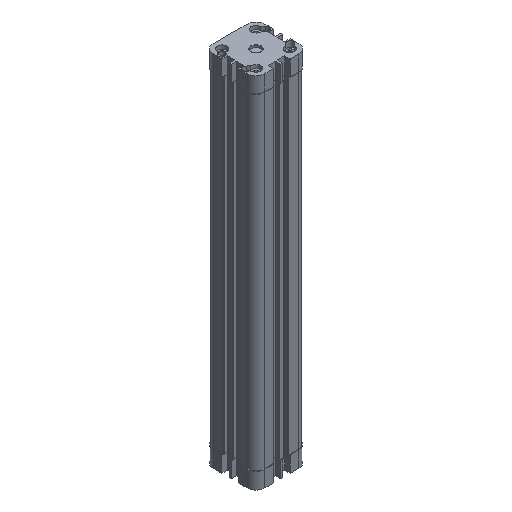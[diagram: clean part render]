
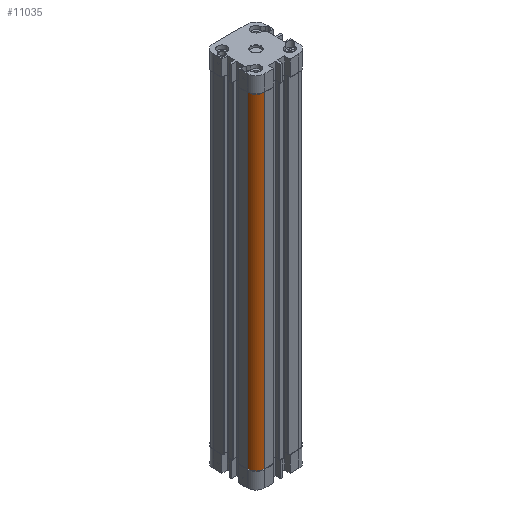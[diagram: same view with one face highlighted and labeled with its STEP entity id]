
A CAD part, isometric view. The second image highlights one B-rep face of the part: STEP entity #11035.
In plain terms, the highlighted cylindrical face has radius 8 mm (diameter 16 mm), a partial arc.
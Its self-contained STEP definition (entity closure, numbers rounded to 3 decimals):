
#511=LINE('',#17742,#1313);
#512=LINE('',#17744,#1314);
#1313=VECTOR('',#14219,313.);
#1314=VECTOR('',#14222,313.);
#2471=CIRCLE('',#11675,8.);
#2586=CIRCLE('',#11792,8.);
#3285=FACE_OUTER_BOUND('',#4039,.T.);
#4039=EDGE_LOOP('',(#8679,#8680,#8681,#8682));
#4902=VERTEX_POINT('',#16857);
#4903=VERTEX_POINT('',#16859);
#5107=VERTEX_POINT('',#17269);
#5108=VERTEX_POINT('',#17271);
#6070=EDGE_CURVE('',#4903,#4902,#2471,.T.);
#6275=EDGE_CURVE('',#5108,#5107,#2586,.T.);
#6509=EDGE_CURVE('',#5107,#4903,#511,.T.);
#6510=EDGE_CURVE('',#5108,#4902,#512,.T.);
#8679=ORIENTED_EDGE('',*,*,#6070,.T.);
#8680=ORIENTED_EDGE('',*,*,#6510,.F.);
#8681=ORIENTED_EDGE('',*,*,#6275,.T.);
#8682=ORIENTED_EDGE('',*,*,#6509,.T.);
#10695=CYLINDRICAL_SURFACE('',#11991,8.);
#11035=ADVANCED_FACE('',(#3285),#10695,.T.);
#11675=AXIS2_PLACEMENT_3D('',#16860,#13327,#13328);
#11792=AXIS2_PLACEMENT_3D('',#17272,#13651,#13652);
#11991=AXIS2_PLACEMENT_3D('',#17743,#14220,#14221);
#13327=DIRECTION('center_axis',(0.,0.,-1.));
#13328=DIRECTION('ref_axis',(-1.,0.,0.));
#13651=DIRECTION('center_axis',(0.,0.,1.));
#13652=DIRECTION('ref_axis',(-1.,0.,0.));
#14219=DIRECTION('',(0.,0.,1.));
#14220=DIRECTION('center_axis',(0.,0.,1.));
#14221=DIRECTION('ref_axis',(-1.,0.,0.));
#14222=DIRECTION('',(0.,0.,1.));
#16857=CARTESIAN_POINT('',(-24.25,-16.25,0.));
#16859=CARTESIAN_POINT('',(-16.25,-24.25,0.));
#16860=CARTESIAN_POINT('Origin',(-16.25,-16.25,0.));
#17269=CARTESIAN_POINT('',(-16.25,-24.25,-313.));
#17271=CARTESIAN_POINT('',(-24.25,-16.25,-313.));
#17272=CARTESIAN_POINT('Origin',(-16.25,-16.25,-313.));
#17742=CARTESIAN_POINT('',(-16.25,-24.25,-156.5));
#17743=CARTESIAN_POINT('Origin',(-16.25,-16.25,-156.5));
#17744=CARTESIAN_POINT('',(-24.25,-16.25,-156.5));
